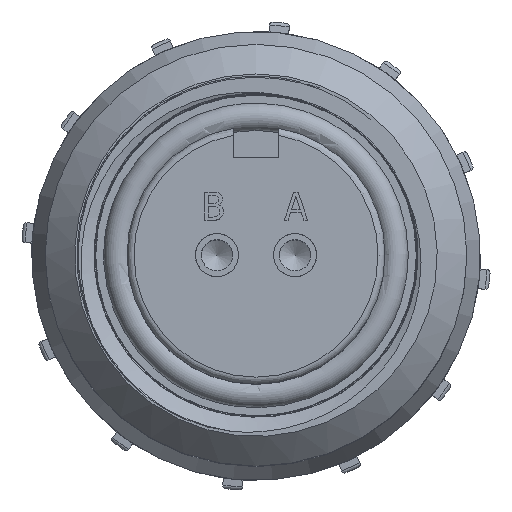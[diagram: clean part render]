
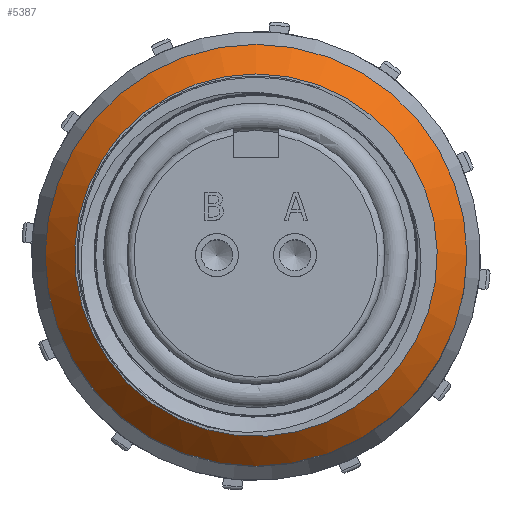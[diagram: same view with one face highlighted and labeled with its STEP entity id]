
A CAD part, top view. The second image highlights one B-rep face of the part: STEP entity #5387.
In plain terms, the highlighted conical face has half-angle 45 degrees and reference radius 7.112 mm.
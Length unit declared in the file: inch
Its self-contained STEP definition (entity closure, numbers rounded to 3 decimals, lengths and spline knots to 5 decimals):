
#295=CONICAL_SURFACE('',#5991,0.28,45.);
#1068=FACE_BOUND('',#1926,.T.);
#1408=FACE_OUTER_BOUND('',#1925,.T.);
#1925=EDGE_LOOP('',(#4614));
#1926=EDGE_LOOP('',(#4615));
#1955=CIRCLE('',#5417,0.30257);
#2205=CIRCLE('',#5992,0.26);
#2215=VERTEX_POINT('',#7438);
#2684=VERTEX_POINT('',#10454);
#2702=EDGE_CURVE('',#2215,#2215,#1955,.T.);
#3333=EDGE_CURVE('',#2684,#2684,#2205,.T.);
#4614=ORIENTED_EDGE('',*,*,#2702,.F.);
#4615=ORIENTED_EDGE('',*,*,#3333,.T.);
#5387=ADVANCED_FACE('',(#1408,#1068),#295,.T.);
#5417=AXIS2_PLACEMENT_3D('',#7439,#6020,#6021);
#5991=AXIS2_PLACEMENT_3D('',#10453,#7388,#7389);
#5992=AXIS2_PLACEMENT_3D('',#10455,#7390,#7391);
#6020=DIRECTION('center_axis',(0.,0.,-1.));
#6021=DIRECTION('ref_axis',(1.,0.,0.));
#7388=DIRECTION('center_axis',(0.,0.,
-1.));
#7389=DIRECTION('ref_axis',(-0.788,0.616,0.));
#7390=DIRECTION('center_axis',(0.,0.,
-1.));
#7391=DIRECTION('ref_axis',(-0.788,0.616,0.));
#7438=CARTESIAN_POINT('',(0.,0.30257,-0.11357));
#7439=CARTESIAN_POINT('Origin',(0.,0.,-0.11357));
#10453=CARTESIAN_POINT('Origin',(0.,0.,
-0.091));
#10454=CARTESIAN_POINT('',(0.20481,-0.16017,-0.071));
#10455=CARTESIAN_POINT('Origin',(0.,0.,
-0.071));
